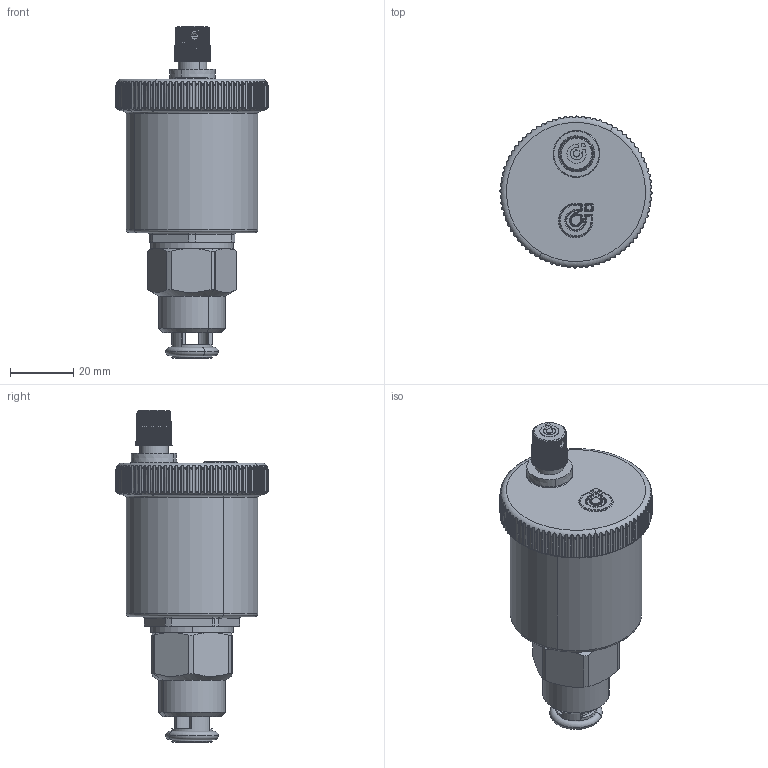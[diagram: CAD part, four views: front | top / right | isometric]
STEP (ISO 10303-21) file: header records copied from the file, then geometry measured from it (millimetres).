
FILE_DESCRIPTION(('CATIA V5 STEP Exchange'),'2;1');
FILE_NAME('STEP_502140_-_TST.stp','2018-09-19T09:42:48+00:00',('none'),('none'),'CATIA Version 5-6 Release 2016 SP4','CATIA V5 STEP AP203','none');
FILE_SCHEMA(('CONFIG_CONTROL_DESIGN'));
Length unit declared in the file: millimetre
Products named in the file (1): 502140 - TST
Bounding box: 47.9 x 47.9 x 104.6 mm (x, y, z)
Volume: 86649.6 mm3; surface area: 14375.9 mm2
Topology: 2 solids, 2 shells, 843 faces, 2420 edges, 1579 vertices
Faces by surface type: plane 332, cylinder 257, extrusion 147, cone 43, bspline 29, torus 26, sphere 9
Entity records: 33833 total; most frequent: CARTESIAN_POINT 14610, ORIENTED_EDGE 4806, DIRECTION 2546, EDGE_CURVE 2403, VERTEX_POINT 1579, B_SPLINE_CURVE_WITH_KNOTS 1329, VECTOR 1005, AXIS2_PLACEMENT_3D 953
